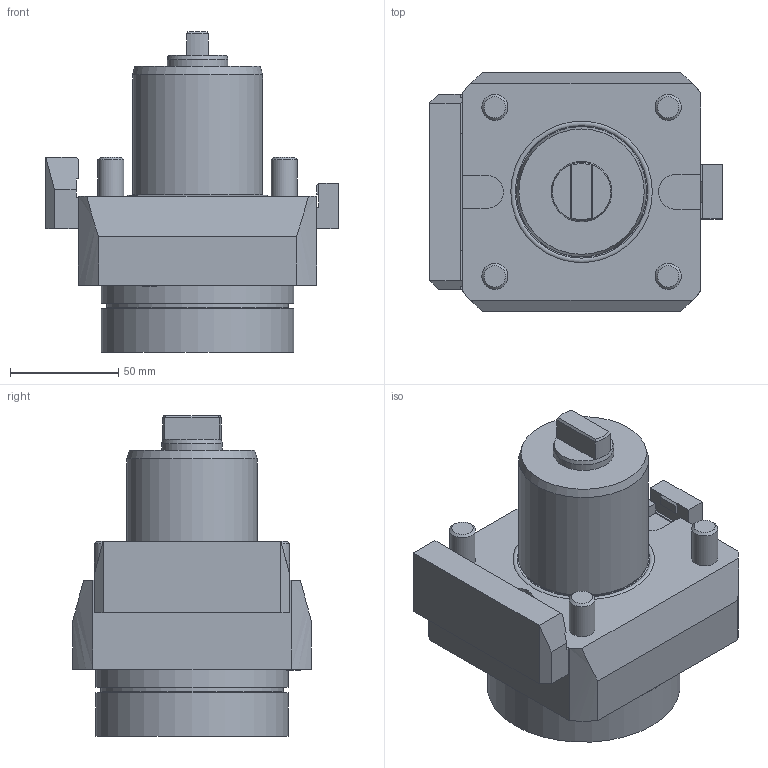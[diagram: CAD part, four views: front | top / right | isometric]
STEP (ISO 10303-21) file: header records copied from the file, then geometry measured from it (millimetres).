
FILE_DESCRIPTION(/* description */ (''),/* implementation_level */ '2;1');
FILE_NAME(/* name */ 'EWS_145556_DIN4003_tmp.stp',/* time_stamp */ '2020-05-13T11:33:33+02:00',/* author */ ('EWS'),/* organization */ (''),/* preprocessor_version */ 'ST-DEVELOPER v17.2',/* originating_system */ 'Autodesk Inventor 2019',/* authorisation */ '');
FILE_SCHEMA (('AUTOMOTIVE_DESIGN { 1 0 10303 214 3 1 1 }'));
Length unit declared in the file: millimetre
Products named in the file (1): EWS_145556_DIN4003
Bounding box: 134.9 x 110 x 148 mm (x, y, z)
Volume: 898553 mm3; surface area: 75519.4 mm2
Topology: 1 solids, 1 shells, 95 faces, 236 edges, 156 vertices
Faces by surface type: plane 65, cylinder 18, cone 9, torus 2, sphere 1
Full cylindrical faces by diameter (mm): 12 x4, 28 x1, 60 x1, 77 x1, 84 x1, 89 x2
Entity records: 2881 total; most frequent: DIRECTION 504, CARTESIAN_POINT 499, ORIENTED_EDGE 472, EDGE_CURVE 236, AXIS2_PLACEMENT_3D 173, LINE 158, VECTOR 158, VERTEX_POINT 156
